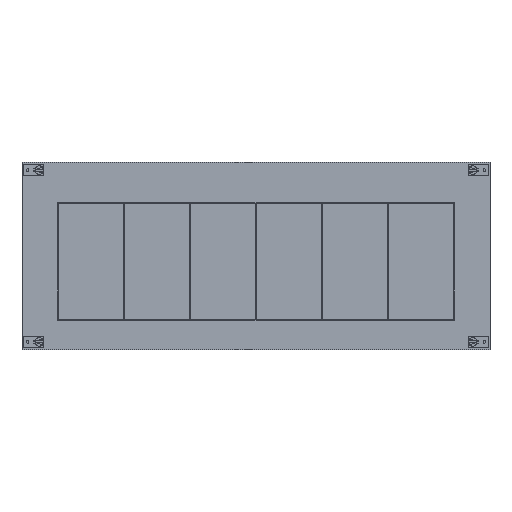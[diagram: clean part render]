
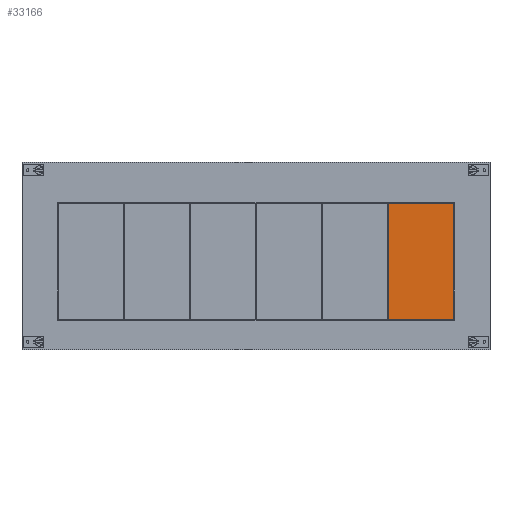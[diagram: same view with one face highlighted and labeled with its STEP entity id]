
A CAD part, top view. The second image highlights one B-rep face of the part: STEP entity #33166.
In plain terms, the highlighted planar face has unit normal (0, 0, 1).
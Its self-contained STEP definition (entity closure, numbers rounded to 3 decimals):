
#33051=DIRECTION('',(0.,1.,0.));
#33052=VECTOR('',#33051,186.);
#33053=CARTESIAN_POINT('',(37.5,-59.3,1.));
#33054=LINE('',#33053,#33052);
#33058=DIRECTION('',(1.,0.,0.));
#33059=VECTOR('',#33058,104.5);
#33060=CARTESIAN_POINT('',(-67.,-59.3,1.));
#33061=LINE('',#33060,#33059);
#33065=DIRECTION('',(0.,-1.,0.));
#33066=VECTOR('',#33065,186.);
#33067=CARTESIAN_POINT('',(-67.,126.7,1.));
#33068=LINE('',#33067,#33066);
#33072=DIRECTION('',(-1.,0.,0.));
#33073=VECTOR('',#33072,104.5);
#33074=CARTESIAN_POINT('',(37.5,126.7,1.));
#33075=LINE('',#33074,#33073);
#33135=CARTESIAN_POINT('',(-67.,126.7,1.));
#33136=CARTESIAN_POINT('',(-67.,-59.3,1.));
#33137=VERTEX_POINT('',#33135);
#33138=VERTEX_POINT('',#33136);
#33143=CARTESIAN_POINT('',(37.5,-59.3,1.));
#33144=CARTESIAN_POINT('',(37.5,126.7,1.));
#33145=VERTEX_POINT('',#33143);
#33146=VERTEX_POINT('',#33144);
#33151=CARTESIAN_POINT('',(0.,0.,1.));
#33152=DIRECTION('',(0.,0.,1.));
#33153=DIRECTION('',(1.,0.,0.));
#33154=AXIS2_PLACEMENT_3D('',#33151,#33152,#33153);
#33155=PLANE('',#33154);
#33157=ORIENTED_EDGE('',*,*,#33156,.F.);
#33159=ORIENTED_EDGE('',*,*,#33158,.F.);
#33161=ORIENTED_EDGE('',*,*,#33160,.F.);
#33163=ORIENTED_EDGE('',*,*,#33162,.F.);
#33164=EDGE_LOOP('',(#33157,#33159,#33161,#33163));
#33165=FACE_OUTER_BOUND('',#33164,.F.);
#33156=EDGE_CURVE('',#33145,#33146,#33054,.T.);
#33158=EDGE_CURVE('',#33138,#33145,#33061,.T.);
#33160=EDGE_CURVE('',#33137,#33138,#33068,.T.);
#33162=EDGE_CURVE('',#33146,#33137,#33075,.T.);
#33166=ADVANCED_FACE('',(#33165),#33155,.T.);
